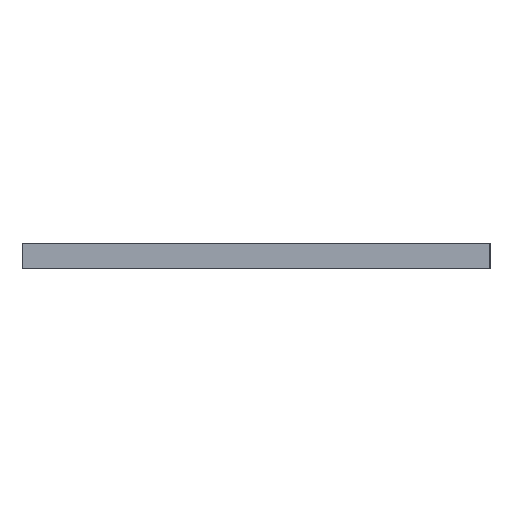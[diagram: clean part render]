
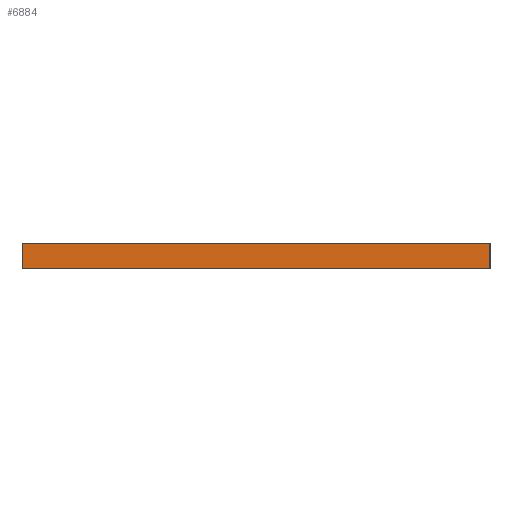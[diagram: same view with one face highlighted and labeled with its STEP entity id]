
A CAD part, left-side view. The second image highlights one B-rep face of the part: STEP entity #6884.
In plain terms, the highlighted planar face has unit normal (-1, 0, 0).
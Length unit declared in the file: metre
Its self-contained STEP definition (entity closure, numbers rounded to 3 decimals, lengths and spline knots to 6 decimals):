
#972=ORIENTED_EDGE('',*,*,#2634,.F.);
#973=ORIENTED_EDGE('',*,*,#2864,.T.);
#974=ORIENTED_EDGE('',*,*,#2865,.T.);
#975=ORIENTED_EDGE('',*,*,#2866,.F.);
#2634=EDGE_CURVE('',#3580,#3581,#4298,.T.);
#2864=EDGE_CURVE('',#3580,#3810,#4413,.T.);
#2865=EDGE_CURVE('',#3810,#3811,#4414,.T.);
#2866=EDGE_CURVE('',#3581,#3811,#4415,.T.);
#3580=VERTEX_POINT('',#10296);
#3581=VERTEX_POINT('',#10298);
#3810=VERTEX_POINT('',#10758);
#3811=VERTEX_POINT('',#10760);
#4298=LINE('',#10297,#4758);
#4413=LINE('',#10757,#4873);
#4414=LINE('',#10759,#4874);
#4415=LINE('',#10761,#4875);
#4758=VECTOR('',#8125,1.);
#4873=VECTOR('',#8472,1.);
#4874=VECTOR('',#8473,1.);
#4875=VECTOR('',#8474,1.);
#5229=EDGE_LOOP('',(#972,#973,#974,#975));
#5999=FACE_BOUND('',#5229,.T.);
#6758=PLANE('',#7381);
#6884=ADVANCED_FACE('',(#5999),#6758,.T.);
#7381=AXIS2_PLACEMENT_3D('',#10756,#8470,#8471);
#8125=DIRECTION('',(0.,-1.,0.));
#8470=DIRECTION('',(-1.,0.,0.));
#8471=DIRECTION('',(0.,-1.,0.));
#8472=DIRECTION('',(0.,0.,-1.));
#8473=DIRECTION('',(0.,-1.,0.));
#8474=DIRECTION('',(0.,0.,-1.));
#10296=CARTESIAN_POINT('',(-0.13035,0.05035,0.005));
#10297=CARTESIAN_POINT('',(-0.13035,0.,0.005));
#10298=CARTESIAN_POINT('',(-0.13035,-0.05035,0.005));
#10756=CARTESIAN_POINT('',(-0.13035,0.,0.0025));
#10757=CARTESIAN_POINT('',(-0.13035,0.05035,0.005));
#10758=CARTESIAN_POINT('',(-0.13035,0.05035,-0.0005));
#10759=CARTESIAN_POINT('',(-0.13035,0.,-0.0005));
#10760=CARTESIAN_POINT('',(-0.13035,-0.05035,-0.0005));
#10761=CARTESIAN_POINT('',(-0.13035,-0.05035,0.005));
